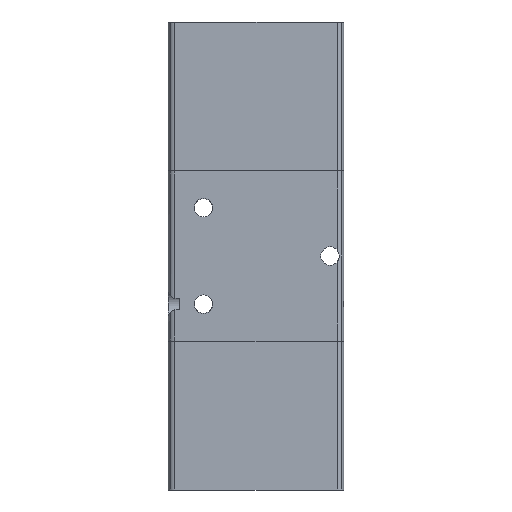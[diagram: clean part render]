
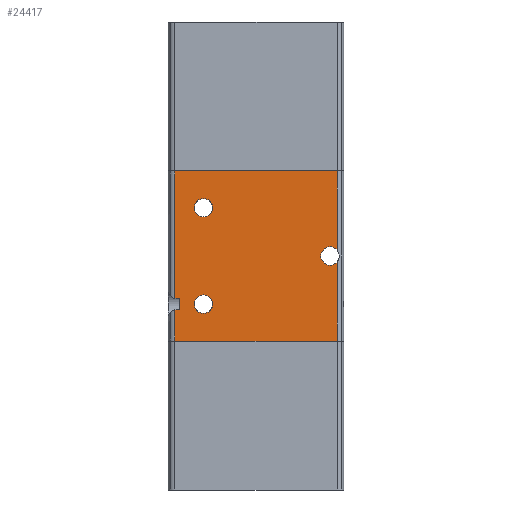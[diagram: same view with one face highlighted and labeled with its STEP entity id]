
A CAD part, left-side view. The second image highlights one B-rep face of the part: STEP entity #24417.
In plain terms, the highlighted planar face has unit normal (-1, 0, 0).
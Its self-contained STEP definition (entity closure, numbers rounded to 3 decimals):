
#11544=CARTESIAN_POINT('',(-11.0,14.5,-15.042));
#11545=VERTEX_POINT('',#11544);
#11559=CARTESIAN_POINT('',(-11.0,14.5,14.05));
#11560=VERTEX_POINT('',#11559);
#11561=CARTESIAN_POINT('',(-11.0,14.5,-15.042));
#11562=DIRECTION('',(0.0,0.0,1.0));
#11563=VECTOR('',#11562,29.092);
#11564=LINE('',#11561,#11563);
#11565=EDGE_CURVE('',#11545,#11560,#11564,.T.);
#11701=CARTESIAN_POINT('',(-11.,8.,3.55));
#11702=VERTEX_POINT('',#11701);
#11711=CARTESIAN_POINT('',(-11.,8.,7.75));
#11712=VERTEX_POINT('',#11711);
#11713=CARTESIAN_POINT('',(-11.,8.,5.65));
#11714=DIRECTION('',(1.0,0.0,0.0));
#11715=DIRECTION('',(0.0,0.0,-1.0));
#11716=AXIS2_PLACEMENT_3D('',#11713,#11714,#11715);
#11717=CIRCLE('',#11716,2.1);
#11718=EDGE_CURVE('',#11712,#11702,#11717,.T.);
#11815=CARTESIAN_POINT('',(-11.0,-20.9,-7.45));
#11816=VERTEX_POINT('',#11815);
#11825=CARTESIAN_POINT('',(-11.0,-22.5,-6.71));
#11826=VERTEX_POINT('',#11825);
#11827=CARTESIAN_POINT('',(-11.0,-20.9,-5.35));
#11828=DIRECTION('',(1.0,0.0,0.0));
#11829=DIRECTION('',(0.0,0.0,-1.0));
#11830=AXIS2_PLACEMENT_3D('',#11827,#11828,#11829);
#11831=CIRCLE('',#11830,2.1);
#11832=EDGE_CURVE('',#11826,#11816,#11831,.T.);
#11834=CARTESIAN_POINT('',(-11.0,-22.5,-3.99));
#11835=VERTEX_POINT('',#11834);
#11857=CARTESIAN_POINT('',(-11.0,-20.9,-3.25));
#11858=VERTEX_POINT('',#11857);
#11859=CARTESIAN_POINT('',(-11.0,-20.9,-5.35));
#11860=DIRECTION('',(1.0,0.0,0.0));
#11861=DIRECTION('',(0.0,0.0,-1.0));
#11862=AXIS2_PLACEMENT_3D('',#11859,#11860,#11861);
#11863=CIRCLE('',#11862,2.1);
#11864=EDGE_CURVE('',#11858,#11835,#11863,.T.);
#12215=CARTESIAN_POINT('',(-11.0,14.5,-24.75));
#12216=VERTEX_POINT('',#12215);
#12224=CARTESIAN_POINT('',(-11.0,14.5,-17.658));
#12225=VERTEX_POINT('',#12224);
#12226=CARTESIAN_POINT('',(-11.0,14.5,-24.75));
#12227=DIRECTION('',(0.0,0.0,1.0));
#12228=VECTOR('',#12227,7.092);
#12229=LINE('',#12226,#12228);
#12230=EDGE_CURVE('',#12216,#12225,#12229,.T.);
#12360=CARTESIAN_POINT('',(-11.0,13.4,-17.658));
#12361=VERTEX_POINT('',#12360);
#12362=CARTESIAN_POINT('',(-11.0,13.4,-17.658));
#12363=DIRECTION('',(0.0,1.0,0.0));
#12364=VECTOR('',#12363,1.1);
#12365=LINE('',#12362,#12364);
#12366=EDGE_CURVE('',#12361,#12225,#12365,.T.);
#12393=CARTESIAN_POINT('',(-11.0,13.4,-15.042));
#12394=VERTEX_POINT('',#12393);
#12402=CARTESIAN_POINT('',(-11.0,14.5,-15.042));
#12403=DIRECTION('',(0.0,-1.0,0.0));
#12404=VECTOR('',#12403,1.1);
#12405=LINE('',#12402,#12404);
#12406=EDGE_CURVE('',#11545,#12394,#12405,.T.);
#13994=CARTESIAN_POINT('',(-11.,8.,-18.45));
#13995=VERTEX_POINT('',#13994);
#14004=CARTESIAN_POINT('',(-11.,8.,-14.25));
#14005=VERTEX_POINT('',#14004);
#14006=CARTESIAN_POINT('',(-11.,8.,-16.35));
#14007=DIRECTION('',(1.0,0.0,0.0));
#14008=DIRECTION('',(0.0,0.0,-1.0));
#14009=AXIS2_PLACEMENT_3D('',#14006,#14007,#14008);
#14010=CIRCLE('',#14009,2.1);
#14011=EDGE_CURVE('',#14005,#13995,#14010,.T.);
#24169=CARTESIAN_POINT('',(-11.,8.,-16.35));
#24170=DIRECTION('',(1.0,0.0,0.0));
#24171=DIRECTION('',(0.0,0.0,-1.0));
#24172=AXIS2_PLACEMENT_3D('',#24169,#24170,#24171);
#24173=CIRCLE('',#24172,2.1);
#24174=EDGE_CURVE('',#13995,#14005,#24173,.T.);
#24308=CARTESIAN_POINT('',(-11.0,13.4,-15.042));
#24309=DIRECTION('',(0.0,0.0,-1.0));
#24310=VECTOR('',#24309,2.615);
#24311=LINE('',#24308,#24310);
#24312=EDGE_CURVE('',#12394,#12361,#24311,.T.);
#24354=CARTESIAN_POINT('',(-11.0,-24.,-24.75));
#24355=DIRECTION('',(-1.0,0.0,0.0));
#24356=DIRECTION('',(0.0,0.0,1.0));
#24357=AXIS2_PLACEMENT_3D('',#24354,#24355,#24356);
#24358=PLANE('',#24357);
#24359=ORIENTED_EDGE('',*,*,#12406,.T.);
#24360=ORIENTED_EDGE('',*,*,#24312,.T.);
#24361=ORIENTED_EDGE('',*,*,#12366,.T.);
#24362=ORIENTED_EDGE('',*,*,#12230,.F.);
#24363=CARTESIAN_POINT('',(-11.0,-22.5,-24.75));
#24364=VERTEX_POINT('',#24363);
#24365=CARTESIAN_POINT('',(-11.0,14.5,-24.75));
#24366=DIRECTION('',(0.0,-1.0,0.0));
#24367=VECTOR('',#24366,37.0);
#24368=LINE('',#24365,#24367);
#24369=EDGE_CURVE('',#12216,#24364,#24368,.T.);
#24370=ORIENTED_EDGE('',*,*,#24369,.T.);
#24371=CARTESIAN_POINT('',(-11.0,-22.5,-6.71));
#24372=DIRECTION('',(0.0,0.0,-1.0));
#24373=VECTOR('',#24372,18.04);
#24374=LINE('',#24371,#24373);
#24375=EDGE_CURVE('',#11826,#24364,#24374,.T.);
#24376=ORIENTED_EDGE('',*,*,#24375,.F.);
#24377=ORIENTED_EDGE('',*,*,#11832,.T.);
#24378=CARTESIAN_POINT('',(-11.0,-20.9,-5.35));
#24379=DIRECTION('',(1.0,0.0,0.0));
#24380=DIRECTION('',(0.0,0.0,-1.0));
#24381=AXIS2_PLACEMENT_3D('',#24378,#24379,#24380);
#24382=CIRCLE('',#24381,2.1);
#24383=EDGE_CURVE('',#11816,#11858,#24382,.T.);
#24384=ORIENTED_EDGE('',*,*,#24383,.T.);
#24385=ORIENTED_EDGE('',*,*,#11864,.T.);
#24386=CARTESIAN_POINT('',(-11.0,-22.5,14.05));
#24387=VERTEX_POINT('',#24386);
#24388=CARTESIAN_POINT('',(-11.0,-22.5,14.05));
#24389=DIRECTION('',(0.0,0.0,-1.0));
#24390=VECTOR('',#24389,18.04);
#24391=LINE('',#24388,#24390);
#24392=EDGE_CURVE('',#24387,#11835,#24391,.T.);
#24393=ORIENTED_EDGE('',*,*,#24392,.F.);
#24394=CARTESIAN_POINT('',(-11.0,-22.5,14.05));
#24395=DIRECTION('',(0.0,1.0,0.0));
#24396=VECTOR('',#24395,37.0);
#24397=LINE('',#24394,#24396);
#24398=EDGE_CURVE('',#24387,#11560,#24397,.T.);
#24399=ORIENTED_EDGE('',*,*,#24398,.T.);
#24400=ORIENTED_EDGE('',*,*,#11565,.F.);
#24401=EDGE_LOOP('',(#24359,#24360,#24361,#24362,#24370,#24376,#24377,#24384,#24385,#24393,#24399,#24400));
#24402=FACE_OUTER_BOUND('',#24401,.T.);
#24403=ORIENTED_EDGE('',*,*,#14011,.T.);
#24404=ORIENTED_EDGE('',*,*,#24174,.T.);
#24405=EDGE_LOOP('',(#24403,#24404));
#24406=FACE_BOUND('',#24405,.T.);
#24407=ORIENTED_EDGE('',*,*,#11718,.T.);
#24408=CARTESIAN_POINT('',(-11.,8.,5.65));
#24409=DIRECTION('',(1.0,0.0,0.0));
#24410=DIRECTION('',(0.0,0.0,-1.0));
#24411=AXIS2_PLACEMENT_3D('',#24408,#24409,#24410);
#24412=CIRCLE('',#24411,2.1);
#24413=EDGE_CURVE('',#11702,#11712,#24412,.T.);
#24414=ORIENTED_EDGE('',*,*,#24413,.T.);
#24415=EDGE_LOOP('',(#24407,#24414));
#24416=FACE_BOUND('',#24415,.T.);
#24417=ADVANCED_FACE('',(#24402,#24406,#24416),#24358,.T.);
